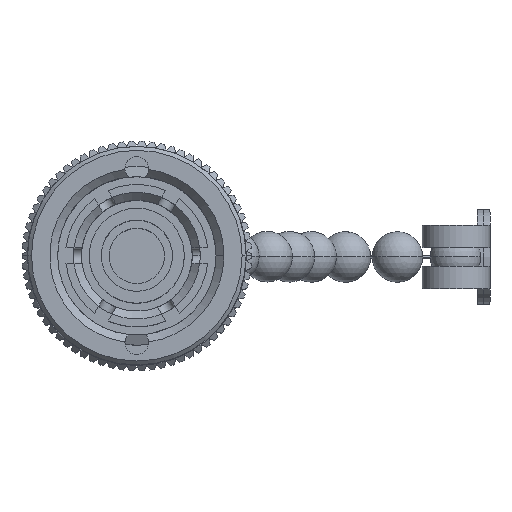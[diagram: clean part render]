
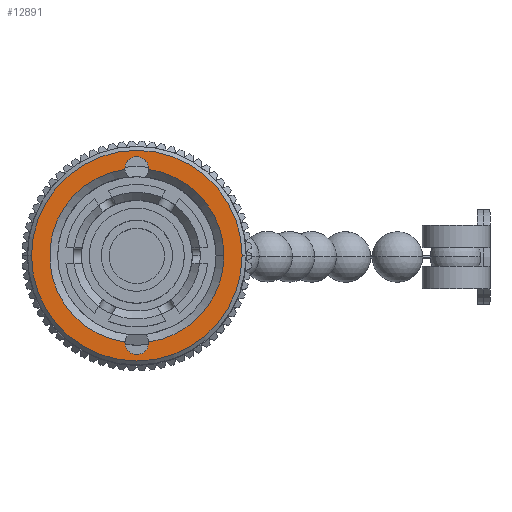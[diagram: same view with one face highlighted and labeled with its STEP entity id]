
A CAD part, top view. The second image highlights one B-rep face of the part: STEP entity #12891.
In plain terms, the highlighted planar face has unit normal (0, 0, 1).
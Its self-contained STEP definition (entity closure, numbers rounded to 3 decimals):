
#261 = EDGE_LOOP ( 'NONE', ( #9953, #12748 ) ) ;
#305 = DIRECTION ( 'NONE',  ( 1., 0., 0. ) ) ;
#329 = CARTESIAN_POINT ( 'NONE',  ( 0., 0., 0. ) ) ;
#858 = ORIENTED_EDGE ( 'NONE', *, *, #19666, .T. ) ;
#1705 = AXIS2_PLACEMENT_3D ( 'NONE', #15213, #23448, #5089 ) ;
#1775 = DIRECTION ( 'NONE',  ( 0., 0., 1. ) ) ;
#1867 = CARTESIAN_POINT ( 'NONE',  ( 0.75, -5.5, 0. ) ) ;
#2053 = CARTESIAN_POINT ( 'NONE',  ( 0., 0., 0. ) ) ;
#2850 = DIRECTION ( 'NONE',  ( 1., 0., 0. ) ) ;
#3205 = CIRCLE ( 'NONE', #4490, 0.75 ) ;
#3453 = CIRCLE ( 'NONE', #3873, 5.5 ) ;
#3541 = CARTESIAN_POINT ( 'NONE',  ( 0., 0., 0. ) ) ;
#3686 = DIRECTION ( 'NONE',  ( 1., 0., 0. ) ) ;
#3873 = AXIS2_PLACEMENT_3D ( 'NONE', #2053, #22843, #8269 ) ;
#3947 = CARTESIAN_POINT ( 'NONE',  ( 0., 5.5, 0. ) ) ;
#3979 = EDGE_CURVE ( 'NONE', #25570, #6839, #10083, .T. ) ;
#3986 = AXIS2_PLACEMENT_3D ( 'NONE', #9202, #13120, #2850 ) ;
#4104 = CARTESIAN_POINT ( 'NONE',  ( -0.748, 5.449, 0. ) ) ;
#4490 = AXIS2_PLACEMENT_3D ( 'NONE', #3947, #19099, #7061 ) ;
#4546 = ORIENTED_EDGE ( 'NONE', *, *, #8798, .F. ) ;
#5089 = DIRECTION ( 'NONE',  ( 1., 0., 0. ) ) ;
#5337 = AXIS2_PLACEMENT_3D ( 'NONE', #19912, #1775, #3686 ) ;
#5900 = DIRECTION ( 'NONE',  ( 1., 0., 0. ) ) ;
#5942 = CARTESIAN_POINT ( 'NONE',  ( -0.75, 5.5, 0. ) ) ;
#6441 = EDGE_CURVE ( 'NONE', #6839, #25570, #13140, .T. ) ;
#6583 = CIRCLE ( 'NONE', #3986, 5.5 ) ;
#6839 = VERTEX_POINT ( 'NONE', #24546 ) ;
#7061 = DIRECTION ( 'NONE',  ( 1., 0., 0. ) ) ;
#7105 = DIRECTION ( 'NONE',  ( 0., 0., 1. ) ) ;
#7142 = ORIENTED_EDGE ( 'NONE', *, *, #9416, .T. ) ;
#7499 = CIRCLE ( 'NONE', #15703, 0.75 ) ;
#7732 = EDGE_LOOP ( 'NONE', ( #4546, #10021, #22711, #8430, #26660, #858, #7142, #14051, #24924 ) ) ;
#8269 = DIRECTION ( 'NONE',  ( 1., 0., 0. ) ) ;
#8321 = VERTEX_POINT ( 'NONE', #23549 ) ;
#8430 = ORIENTED_EDGE ( 'NONE', *, *, #8991, .F. ) ;
#8720 = VERTEX_POINT ( 'NONE', #5942 ) ;
#8798 = EDGE_CURVE ( 'NONE', #14837, #24713, #20729, .T. ) ;
#8866 = VERTEX_POINT ( 'NONE', #1867 ) ;
#8991 = EDGE_CURVE ( 'NONE', #11427, #8720, #17707, .T. ) ;
#9202 = CARTESIAN_POINT ( 'NONE',  ( 0., 0., 0. ) ) ;
#9416 = EDGE_CURVE ( 'NONE', #15576, #8321, #3453, .T. ) ;
#9705 = DIRECTION ( 'NONE',  ( 1., 0., 0. ) ) ;
#9767 = DIRECTION ( 'NONE',  ( 1., 0., 0. ) ) ;
#9903 = CIRCLE ( 'NONE', #15108, 0.75 ) ;
#9953 = ORIENTED_EDGE ( 'NONE', *, *, #6441, .T. ) ;
#10021 = ORIENTED_EDGE ( 'NONE', *, *, #14181, .T. ) ;
#10083 = CIRCLE ( 'NONE', #22569, 6.65 ) ;
#11001 = CARTESIAN_POINT ( 'NONE',  ( 0., 0., 0. ) ) ;
#11427 = VERTEX_POINT ( 'NONE', #16185 ) ;
#11472 = CARTESIAN_POINT ( 'NONE',  ( 0., 0., 0. ) ) ;
#11765 = EDGE_CURVE ( 'NONE', #8720, #23001, #3205, .T. ) ;
#11827 = AXIS2_PLACEMENT_3D ( 'NONE', #11001, #18849, #305 ) ;
#12054 = CARTESIAN_POINT ( 'NONE',  ( -0.748, -5.449, 0. ) ) ;
#12748 = ORIENTED_EDGE ( 'NONE', *, *, #3979, .T. ) ;
#12891 = ADVANCED_FACE ( 'NONE', ( #13044, #22891 ), #22764, .T. ) ;
#13044 = FACE_BOUND ( 'NONE', #7732, .T. ) ;
#13120 = DIRECTION ( 'NONE',  ( 0., 0., -1. ) ) ;
#13140 = CIRCLE ( 'NONE', #11827, 6.65 ) ;
#13562 = CARTESIAN_POINT ( 'NONE',  ( 5.5, 0., 0. ) ) ;
#13749 = DIRECTION ( 'NONE',  ( 0., 0., -1. ) ) ;
#13811 = AXIS2_PLACEMENT_3D ( 'NONE', #329, #14942, #16829 ) ;
#14051 = ORIENTED_EDGE ( 'NONE', *, *, #21547, .F. ) ;
#14181 = EDGE_CURVE ( 'NONE', #14837, #23001, #17311, .T. ) ;
#14837 = VERTEX_POINT ( 'NONE', #12054 ) ;
#14942 = DIRECTION ( 'NONE',  ( 0., 0., 1. ) ) ;
#15108 = AXIS2_PLACEMENT_3D ( 'NONE', #22754, #20216, #5900 ) ;
#15201 = CARTESIAN_POINT ( 'NONE',  ( 0., -5.5, 0. ) ) ;
#15213 = CARTESIAN_POINT ( 'NONE',  ( 0., 5.5, 0. ) ) ;
#15370 = EDGE_CURVE ( 'NONE', #22013, #11427, #9903, .T. ) ;
#15576 = VERTEX_POINT ( 'NONE', #13562 ) ;
#15703 = AXIS2_PLACEMENT_3D ( 'NONE', #15201, #7105, #19000 ) ;
#15799 = CARTESIAN_POINT ( 'NONE',  ( 0., -5.5, 0. ) ) ;
#16185 = CARTESIAN_POINT ( 'NONE',  ( 0.75, 5.5, 0. ) ) ;
#16352 = EDGE_CURVE ( 'NONE', #24713, #8866, #7499, .T. ) ;
#16829 = DIRECTION ( 'NONE',  ( 1., 0., 0. ) ) ;
#17311 = CIRCLE ( 'NONE', #25046, 5.5 ) ;
#17707 = CIRCLE ( 'NONE', #1705, 0.75 ) ;
#17753 = DIRECTION ( 'NONE',  ( 0., 0., 1. ) ) ;
#18097 = DIRECTION ( 'NONE',  ( 1., 0., 0. ) ) ;
#18849 = DIRECTION ( 'NONE',  ( 0., 0., 1. ) ) ;
#19000 = DIRECTION ( 'NONE',  ( 1., 0., 0. ) ) ;
#19099 = DIRECTION ( 'NONE',  ( 0., 0., 1. ) ) ;
#19666 = EDGE_CURVE ( 'NONE', #22013, #15576, #6583, .T. ) ;
#19912 = CARTESIAN_POINT ( 'NONE',  ( 0., -5.5, 0. ) ) ;
#19998 = DIRECTION ( 'NONE',  ( 0., 0., 1. ) ) ;
#20216 = DIRECTION ( 'NONE',  ( 0., 0., 1. ) ) ;
#20560 = CARTESIAN_POINT ( 'NONE',  ( 0.748, 5.449, 0. ) ) ;
#20729 = CIRCLE ( 'NONE', #25888, 0.75 ) ;
#21350 = CARTESIAN_POINT ( 'NONE',  ( -0.75, -5.5, 0. ) ) ;
#21547 = EDGE_CURVE ( 'NONE', #8866, #8321, #22996, .T. ) ;
#22013 = VERTEX_POINT ( 'NONE', #20560 ) ;
#22569 = AXIS2_PLACEMENT_3D ( 'NONE', #3541, #17753, #9767 ) ;
#22711 = ORIENTED_EDGE ( 'NONE', *, *, #11765, .F. ) ;
#22754 = CARTESIAN_POINT ( 'NONE',  ( 0., 5.5, 0. ) ) ;
#22764 = PLANE ( 'NONE',  #13811 ) ;
#22843 = DIRECTION ( 'NONE',  ( 0., 0., -1. ) ) ;
#22891 = FACE_OUTER_BOUND ( 'NONE', #261, .T. ) ;
#22996 = CIRCLE ( 'NONE', #5337, 0.75 ) ;
#23001 = VERTEX_POINT ( 'NONE', #4104 ) ;
#23416 = CARTESIAN_POINT ( 'NONE',  ( 6.65, 0., 0. ) ) ;
#23448 = DIRECTION ( 'NONE',  ( 0., 0., 1. ) ) ;
#23549 = CARTESIAN_POINT ( 'NONE',  ( 0.748, -5.449, 0. ) ) ;
#24546 = CARTESIAN_POINT ( 'NONE',  ( -6.65, 0., 0. ) ) ;
#24713 = VERTEX_POINT ( 'NONE', #21350 ) ;
#24924 = ORIENTED_EDGE ( 'NONE', *, *, #16352, .F. ) ;
#25046 = AXIS2_PLACEMENT_3D ( 'NONE', #11472, #13749, #9705 ) ;
#25570 = VERTEX_POINT ( 'NONE', #23416 ) ;
#25888 = AXIS2_PLACEMENT_3D ( 'NONE', #15799, #19998, #18097 ) ;
#26660 = ORIENTED_EDGE ( 'NONE', *, *, #15370, .F. ) ;
